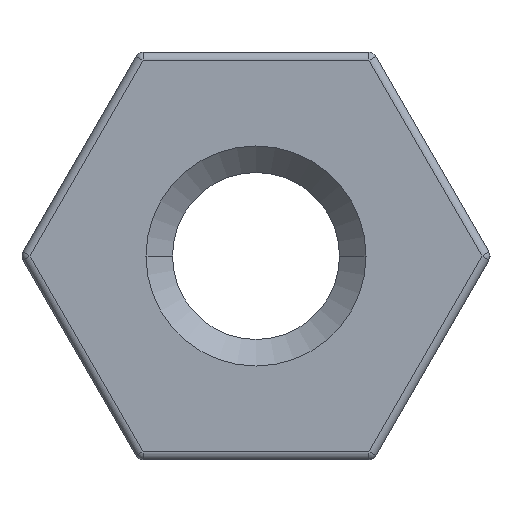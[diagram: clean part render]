
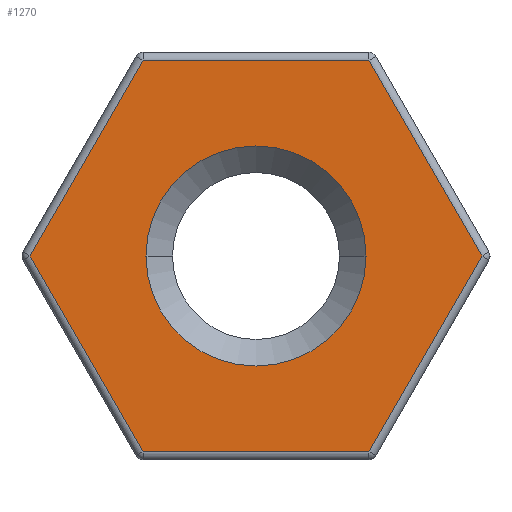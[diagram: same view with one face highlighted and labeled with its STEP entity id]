
A CAD part, left-side view. The second image highlights one B-rep face of the part: STEP entity #1270.
In plain terms, the highlighted planar face has unit normal (-1, 0, 0).
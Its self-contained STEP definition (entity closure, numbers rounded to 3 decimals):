
#8 = LINE ( 'NONE', #918, #12 ) ;
#12 = VECTOR ( 'NONE', #806, 1000. ) ;
#14 = EDGE_CURVE ( 'NONE', #962, #759, #946, .T. ) ;
#86 = LINE ( 'NONE', #569, #381 ) ;
#101 = EDGE_CURVE ( 'NONE', #457, #647, #288, .T. ) ;
#139 = FACE_OUTER_BOUND ( 'NONE', #934, .T. ) ;
#150 = CARTESIAN_POINT ( 'NONE',  ( 0., -1.386, -2.4 ) ) ;
#180 = LINE ( 'NONE', #218, #1026 ) ;
#218 = CARTESIAN_POINT ( 'NONE',  ( 0., 0., -2.4 ) ) ;
#240 = CIRCLE ( 'NONE', #988, 1.35 ) ;
#273 = VECTOR ( 'NONE', #584, 1000. ) ;
#285 = DIRECTION ( 'NONE',  ( 0., -1., 0. ) ) ;
#288 = LINE ( 'NONE', #518, #273 ) ;
#369 = VECTOR ( 'NONE', #907, 1000. ) ;
#381 = VECTOR ( 'NONE', #492, 1000. ) ;
#395 = CIRCLE ( 'NONE', #1258, 1.35 ) ;
#404 = EDGE_LOOP ( 'NONE', ( #725, #782 ) ) ;
#405 = CARTESIAN_POINT ( 'NONE',  ( 0., -1.35, 0. ) ) ;
#431 = DIRECTION ( 'NONE',  ( 0., 1., 0. ) ) ;
#433 = FACE_BOUND ( 'NONE', #404, .T. ) ;
#435 = DIRECTION ( 'NONE',  ( 1., 0., 0. ) ) ;
#441 = ORIENTED_EDGE ( 'NONE', *, *, #14, .T. ) ;
#456 = CARTESIAN_POINT ( 'NONE',  ( 0., 1.386, -2.4 ) ) ;
#457 = VERTEX_POINT ( 'NONE', #150 ) ;
#492 = DIRECTION ( 'NONE',  ( 0., 0.5, 0.866 ) ) ;
#510 = CARTESIAN_POINT ( 'NONE',  ( 0., 0., 0. ) ) ;
#518 = CARTESIAN_POINT ( 'NONE',  ( 0., -2.078, -1.2 ) ) ;
#546 = CARTESIAN_POINT ( 'NONE',  ( 0., 1.35, 0. ) ) ;
#569 = CARTESIAN_POINT ( 'NONE',  ( 0., -2.078, 1.2 ) ) ;
#582 = CARTESIAN_POINT ( 'NONE',  ( 0., 1.386, 2.4 ) ) ;
#584 = DIRECTION ( 'NONE',  ( 0., -0.5, 0.866 ) ) ;
#606 = CARTESIAN_POINT ( 'NONE',  ( 0., -1.386, 2.4 ) ) ;
#607 = VERTEX_POINT ( 'NONE', #456 ) ;
#623 = CARTESIAN_POINT ( 'NONE',  ( 0., -2.771, 0. ) ) ;
#630 = VERTEX_POINT ( 'NONE', #405 ) ;
#634 = VERTEX_POINT ( 'NONE', #546 ) ;
#645 = ORIENTED_EDGE ( 'NONE', *, *, #758, .T. ) ;
#647 = VERTEX_POINT ( 'NONE', #623 ) ;
#695 = ORIENTED_EDGE ( 'NONE', *, *, #922, .T. ) ;
#725 = ORIENTED_EDGE ( 'NONE', *, *, #1142, .T. ) ;
#748 = PLANE ( 'NONE',  #1130 ) ;
#758 = EDGE_CURVE ( 'NONE', #759, #607, #8, .T. ) ;
#759 = VERTEX_POINT ( 'NONE', #930 ) ;
#776 = EDGE_CURVE ( 'NONE', #630, #634, #240, .T. ) ;
#782 = ORIENTED_EDGE ( 'NONE', *, *, #776, .T. ) ;
#806 = DIRECTION ( 'NONE',  ( 0., -0.5, -0.866 ) ) ;
#820 = LINE ( 'NONE', #1200, #1080 ) ;
#823 = ORIENTED_EDGE ( 'NONE', *, *, #1257, .T. ) ;
#852 = DIRECTION ( 'NONE',  ( 1., 0., 0. ) ) ;
#874 = ORIENTED_EDGE ( 'NONE', *, *, #1206, .T. ) ;
#904 = CARTESIAN_POINT ( 'NONE',  ( 0., 0., 0. ) ) ;
#907 = DIRECTION ( 'NONE',  ( 0., 0.5, -0.866 ) ) ;
#915 = CARTESIAN_POINT ( 'NONE',  ( 0., 2.078, 1.2 ) ) ;
#918 = CARTESIAN_POINT ( 'NONE',  ( 0., 2.078, -1.2 ) ) ;
#922 = EDGE_CURVE ( 'NONE', #647, #937, #86, .T. ) ;
#930 = CARTESIAN_POINT ( 'NONE',  ( 0., 2.771, 0. ) ) ;
#934 = EDGE_LOOP ( 'NONE', ( #695, #874, #441, #645, #823, #1108 ) ) ;
#937 = VERTEX_POINT ( 'NONE', #606 ) ;
#946 = LINE ( 'NONE', #915, #369 ) ;
#962 = VERTEX_POINT ( 'NONE', #582 ) ;
#988 = AXIS2_PLACEMENT_3D ( 'NONE', #1067, #1070, #1105 ) ;
#1026 = VECTOR ( 'NONE', #285, 1000. ) ;
#1030 = DIRECTION ( 'NONE',  ( 0., 1., 0. ) ) ;
#1067 = CARTESIAN_POINT ( 'NONE',  ( 0., 0., 0. ) ) ;
#1070 = DIRECTION ( 'NONE',  ( 1., 0., 0. ) ) ;
#1080 = VECTOR ( 'NONE', #1168, 1000. ) ;
#1105 = DIRECTION ( 'NONE',  ( 0., 1., 0. ) ) ;
#1108 = ORIENTED_EDGE ( 'NONE', *, *, #101, .T. ) ;
#1130 = AXIS2_PLACEMENT_3D ( 'NONE', #904, #852, #1030 ) ;
#1142 = EDGE_CURVE ( 'NONE', #634, #630, #395, .T. ) ;
#1168 = DIRECTION ( 'NONE',  ( 0., 1., 0. ) ) ;
#1200 = CARTESIAN_POINT ( 'NONE',  ( 0., 0., 2.4 ) ) ;
#1206 = EDGE_CURVE ( 'NONE', #937, #962, #820, .T. ) ;
#1257 = EDGE_CURVE ( 'NONE', #607, #457, #180, .T. ) ;
#1258 = AXIS2_PLACEMENT_3D ( 'NONE', #510, #435, #431 ) ;
#1270 = ADVANCED_FACE ( 'NONE', ( #139, #433 ), #748, .F. ) ;
